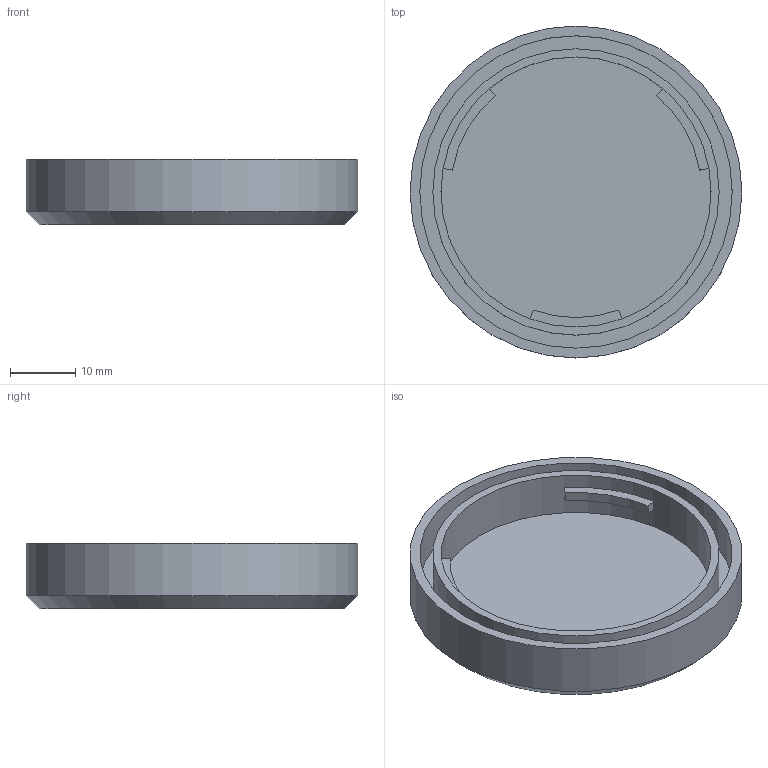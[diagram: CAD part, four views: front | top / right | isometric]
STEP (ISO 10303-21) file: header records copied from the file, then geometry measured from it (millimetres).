
FILE_DESCRIPTION(/* description */ (''),/* implementation_level */ '2;1');
FILE_NAME(/* name */ 'baseRearCap_PENF',/* time_stamp */ '2023-09-29T15:42:00-04:00',/* author */ ('George'),/* organization */ ('Archive 663'),/* preprocessor_version */ 'ST-DEVELOPER v16.7',/* originating_system */ 'Solid Edge',/* authorisation */ 'Unknown');
FILE_SCHEMA (('AUTOMOTIVE_DESIGN {1 0 10303 214 3 1 1}'));
Length unit declared in the file: millimetre
Products named in the file (2): shiftAdapter_PENF; baseRearCap_PENF
Assembly tree (1 placements, depth 2):
  shiftAdapter_PENF
    baseRearCap_PENF
Bounding box: 51 x 51 x 10 mm (x, y, z)
Volume: 8719.2 mm3; surface area: 8447.7 mm2
Topology: 1 solids, 1 shells, 51 faces, 115 edges, 76 vertices
Faces by surface type: plane 38, cylinder 7, bspline 3, cone 3
Full cylindrical faces by diameter (mm): 41.5 x1, 44 x1, 48 x1, 51 x1
Entity records: 1656 total; most frequent: CARTESIAN_POINT 493, DIRECTION 220, ORIENTED_EDGE 216, EDGE_CURVE 108, LINE 76, VECTOR 76, VERTEX_POINT 76, AXIS2_PLACEMENT_3D 72
